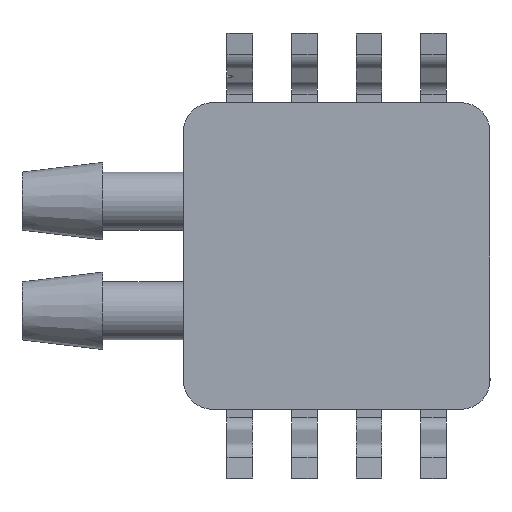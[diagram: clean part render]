
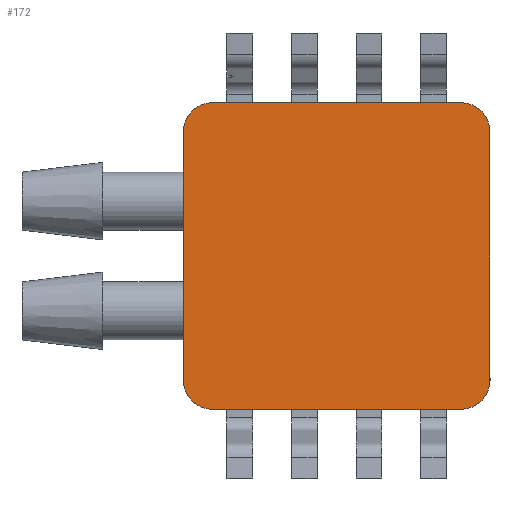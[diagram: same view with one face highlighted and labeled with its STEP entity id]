
A CAD part, front view. The second image highlights one B-rep face of the part: STEP entity #172.
In plain terms, the highlighted planar face has unit normal (0, -1, 0).
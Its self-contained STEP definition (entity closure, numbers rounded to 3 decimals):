
#172 = ADVANCED_FACE ( 'NONE', ( #1778 ), #2436, .F. ) ;
#337 = EDGE_CURVE ( 'NONE', #927, #838, #4353, .T. ) ;
#339 = EDGE_CURVE ( 'NONE', #838, #893, #4354, .T. ) ;
#344 = EDGE_CURVE ( 'NONE', #894, #895, #4359, .T. ) ;
#349 = EDGE_CURVE ( 'NONE', #902, #900, #4364, .T. ) ;
#352 = EDGE_CURVE ( 'NONE', #903, #904, #4367, .T. ) ;
#367 = EDGE_CURVE ( 'NONE', #902, #893, #2748, .T. ) ;
#368 = EDGE_CURVE ( 'NONE', #927, #895, #2756, .T. ) ;
#369 = EDGE_CURVE ( 'NONE', #894, #904, #2754, .T. ) ;
#370 = EDGE_CURVE ( 'NONE', #903, #900, #2752, .T. ) ;
#637 = AXIS2_PLACEMENT_3D ( 'NONE', #2437, #2438, #2439 ) ;
#838 = VERTEX_POINT ( 'NONE', #3884 ) ;
#893 = VERTEX_POINT ( 'NONE', #3939 ) ;
#894 = VERTEX_POINT ( 'NONE', #3940 ) ;
#895 = VERTEX_POINT ( 'NONE', #3941 ) ;
#900 = VERTEX_POINT ( 'NONE', #3946 ) ;
#902 = VERTEX_POINT ( 'NONE', #3948 ) ;
#903 = VERTEX_POINT ( 'NONE', #3949 ) ;
#904 = VERTEX_POINT ( 'NONE', #3950 ) ;
#927 = VERTEX_POINT ( 'NONE', #3973 ) ;
#1104 = ORIENTED_EDGE ( 'NONE', *, *, #339, .F. ) ;
#1105 = ORIENTED_EDGE ( 'NONE', *, *, #349, .F. ) ;
#1106 = ORIENTED_EDGE ( 'NONE', *, *, #367, .T. ) ;
#1107 = ORIENTED_EDGE ( 'NONE', *, *, #368, .T. ) ;
#1108 = ORIENTED_EDGE ( 'NONE', *, *, #337, .F. ) ;
#1109 = ORIENTED_EDGE ( 'NONE', *, *, #344, .F. ) ;
#1110 = ORIENTED_EDGE ( 'NONE', *, *, #369, .T. ) ;
#1111 = ORIENTED_EDGE ( 'NONE', *, *, #352, .F. ) ;
#1112 = ORIENTED_EDGE ( 'NONE', *, *, #370, .T. ) ;
#1400 = EDGE_LOOP ( 'NONE', ( #1105, #1106, #1104, #1108, #1107, #1109, #1110, #1111, #1112 ) ) ;
#1778 = FACE_OUTER_BOUND ( 'NONE', #1400, .T. ) ;
#2436 = PLANE ( 'NONE',  #637 ) ;
#2437 = CARTESIAN_POINT ( 'NONE',  ( -6.61, 0., 7.603 ) ) ;
#2438 = DIRECTION ( 'NONE',  ( 0., 1., 0. ) ) ;
#2439 = DIRECTION ( 'NONE',  ( 0., 0., 1. ) ) ;
#2713 = VECTOR ( 'NONE', #3635, 1000. ) ;
#2715 = VECTOR ( 'NONE', #3640, 1000. ) ;
#2720 = VECTOR ( 'NONE', #3650, 1000. ) ;
#2725 = VECTOR ( 'NONE', #3660, 1000. ) ;
#2728 = VECTOR ( 'NONE', #3666, 1000. ) ;
#2748 = CIRCLE ( 'NONE', #2755, 1.143 ) ;
#2752 = CIRCLE ( 'NONE', #2760, 1.143 ) ;
#2754 = CIRCLE ( 'NONE', #2758, 1.143 ) ;
#2755 = AXIS2_PLACEMENT_3D ( 'NONE', #3703, #3704, #3705 ) ;
#2756 = CIRCLE ( 'NONE', #2757, 1.143 ) ;
#2757 = AXIS2_PLACEMENT_3D ( 'NONE', #3706, #3707, #3708 ) ;
#2758 = AXIS2_PLACEMENT_3D ( 'NONE', #3709, #3710, #3711 ) ;
#2760 = AXIS2_PLACEMENT_3D ( 'NONE', #3712, #3713, #3714 ) ;
#3634 = CARTESIAN_POINT ( 'NONE',  ( -6.61, 0., 7.603 ) ) ;
#3635 = DIRECTION ( 'NONE',  ( 1., 0., 0. ) ) ;
#3639 = CARTESIAN_POINT ( 'NONE',  ( -6.61, 0., 7.603 ) ) ;
#3640 = DIRECTION ( 'NONE',  ( 1., 0., 0. ) ) ;
#3649 = CARTESIAN_POINT ( 'NONE',  ( -6.61, 0., -4.462 ) ) ;
#3650 = DIRECTION ( 'NONE',  ( 0., 0., 1. ) ) ;
#3659 = CARTESIAN_POINT ( 'NONE',  ( 5.455, 0., -4.462 ) ) ;
#3660 = DIRECTION ( 'NONE',  ( 0., 0., -1. ) ) ;
#3665 = CARTESIAN_POINT ( 'NONE',  ( -6.61, 0., -4.462 ) ) ;
#3666 = DIRECTION ( 'NONE',  ( -1., 0., 0. ) ) ;
#3703 = CARTESIAN_POINT ( 'NONE',  ( 4.312, 0., 6.46 ) ) ;
#3704 = DIRECTION ( 'NONE',  ( 0., -1., 0. ) ) ;
#3705 = DIRECTION ( 'NONE',  ( 0., 0., 1. ) ) ;
#3706 = CARTESIAN_POINT ( 'NONE',  ( -5.467, 0., 6.46 ) ) ;
#3707 = DIRECTION ( 'NONE',  ( 0., -1., 0. ) ) ;
#3708 = DIRECTION ( 'NONE',  ( 0., 0., 1. ) ) ;
#3709 = CARTESIAN_POINT ( 'NONE',  ( -5.467, 0., -3.319 ) ) ;
#3710 = DIRECTION ( 'NONE',  ( 0., -1., 0. ) ) ;
#3711 = DIRECTION ( 'NONE',  ( 0., 0., 1. ) ) ;
#3712 = CARTESIAN_POINT ( 'NONE',  ( 4.312, 0., -3.319 ) ) ;
#3713 = DIRECTION ( 'NONE',  ( 0., -1., 0. ) ) ;
#3714 = DIRECTION ( 'NONE',  ( 0., 0., 1. ) ) ;
#3884 = CARTESIAN_POINT ( 'NONE',  ( 1.582, 0., 7.603 ) ) ;
#3939 = CARTESIAN_POINT ( 'NONE',  ( 4.312, 0., 7.603 ) ) ;
#3940 = CARTESIAN_POINT ( 'NONE',  ( -6.61, 0., -3.319 ) ) ;
#3941 = CARTESIAN_POINT ( 'NONE',  ( -6.61, 0., 6.46 ) ) ;
#3946 = CARTESIAN_POINT ( 'NONE',  ( 5.455, 0., -3.319 ) ) ;
#3948 = CARTESIAN_POINT ( 'NONE',  ( 5.455, 0., 6.46 ) ) ;
#3949 = CARTESIAN_POINT ( 'NONE',  ( 4.312, 0., -4.462 ) ) ;
#3950 = CARTESIAN_POINT ( 'NONE',  ( -5.467, 0., -4.462 ) ) ;
#3973 = CARTESIAN_POINT ( 'NONE',  ( -5.467, 0., 7.603 ) ) ;
#4353 = LINE ( 'NONE', #3634, #2713 ) ;
#4354 = LINE ( 'NONE', #3639, #2715 ) ;
#4359 = LINE ( 'NONE', #3649, #2720 ) ;
#4364 = LINE ( 'NONE', #3659, #2725 ) ;
#4367 = LINE ( 'NONE', #3665, #2728 ) ;
